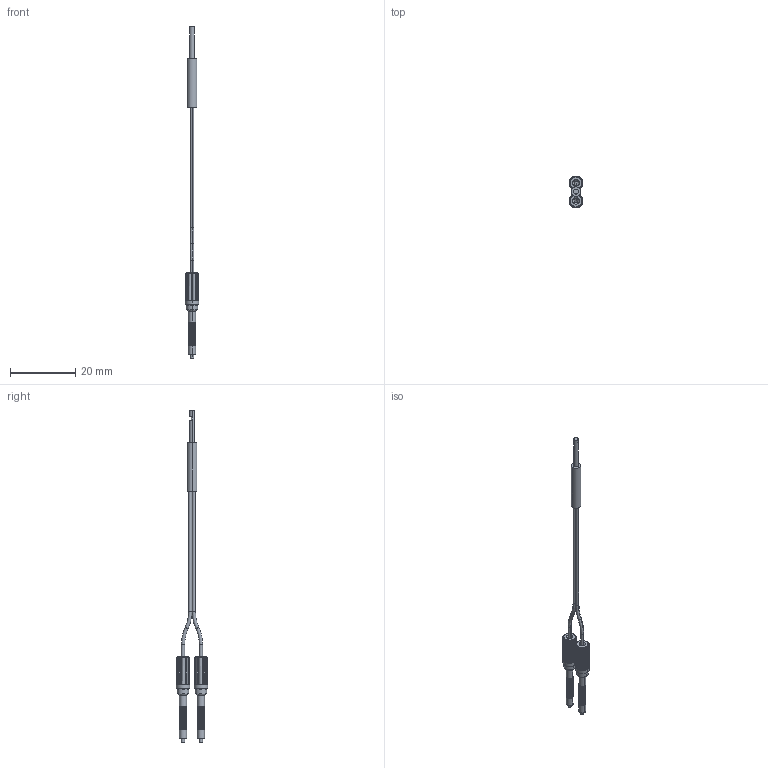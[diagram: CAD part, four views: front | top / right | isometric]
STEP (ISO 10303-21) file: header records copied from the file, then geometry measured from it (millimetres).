
FILE_DESCRIPTION((''),'2;1');
FILE_NAME('PRS3Y10-ISM-QD_ASM','2020-06-18T12:05:56',('Administrator'),(''),'CREO PARAMETRIC BY PTC INC, 2018400','CREO PARAMETRIC BY PTC INC, 2018400','');
FILE_SCHEMA(('AUTOMOTIVE_DESIGN { 1 0 10303 214 1 1 1 1 }'));
Length unit declared in the file: millimetre
Products named in the file (6): 3MM-15-T; 15-10_; 10XXX__; JW22_10__; 10XIAN__ASM; PRS3Y10-ISM-QD_ASM
Assembly tree (6 placements, depth 3):
  PRS3Y10-ISM-QD_ASM
    3MM-15-T
    15-10_
    10XIAN__ASM
      10XXX__
      JW22_10__  x2
Bounding box: 4.2 x 9.7 x 102 mm (x, y, z)
Volume: 571.9 mm3; surface area: 1707.5 mm2
Topology: 6 solids, 6 shells, 780 faces, 1864 edges, 1100 vertices
Faces by surface type: cylinder 390, plane 222, torus 160, cone 8
Entity records: 12731 total; most frequent: CARTESIAN_POINT 2449, DIRECTION 2390, ORIENTED_EDGE 1956, AXIS2_PLACEMENT_3D 1085, EDGE_CURVE 978, CIRCLE 658, VERTEX_POINT 578, EDGE_LOOP 420
